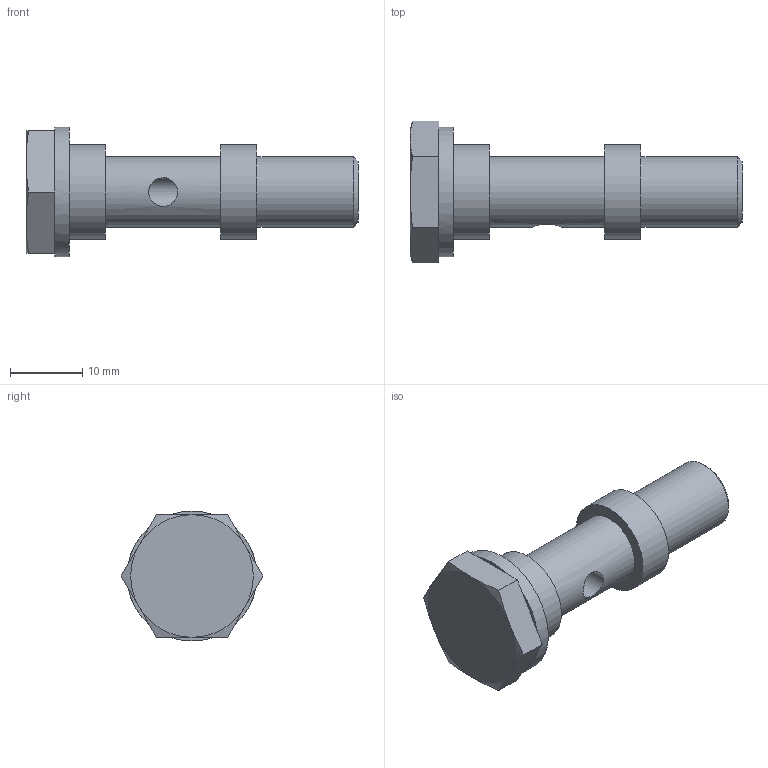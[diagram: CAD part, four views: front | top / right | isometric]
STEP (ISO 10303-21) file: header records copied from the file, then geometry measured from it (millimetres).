
FILE_DESCRIPTION(/* description */ ('STEP AP214'),/* implementation_level */ '2;1');
FILE_NAME(/* name */ '5928_VT-1_8-1',/* time_stamp */ '2024-09-17T11:15:08+02:00',/* author */ ('License CC BY-ND 4.0'),/* organization */ ('CADENAS'),/* preprocessor_version */ 'ST-DEVELOPER v19.3',/* originating_system */ 'PARTsolutions',/* authorisation */ ' ');
FILE_SCHEMA (('AUTOMOTIVE_DESIGN {1 0 10303 214 3 1 1}'));
Length unit declared in the file: millimetre
Products named in the file (1): 5928 VT-1/8-1
Bounding box: 46 x 19.63 x 18 mm (x, y, z)
Volume: 4655.8 mm3; surface area: 2863 mm2
Topology: 1 solids, 1 shells, 41 faces, 84 edges, 49 vertices
Faces by surface type: plane 25, cylinder 8, cone 8
Full cylindrical faces by diameter (mm): 4 x2, 9.728 x2, 13.1 x2, 13.2 x1, 18 x1
Entity records: 1049 total; most frequent: CARTESIAN_POINT 207, DIRECTION 176, ORIENTED_EDGE 142, AXIS2_PLACEMENT_3D 76, EDGE_CURVE 71, FACE_BOUND 59, EDGE_LOOP 58, VERTEX_POINT 48
